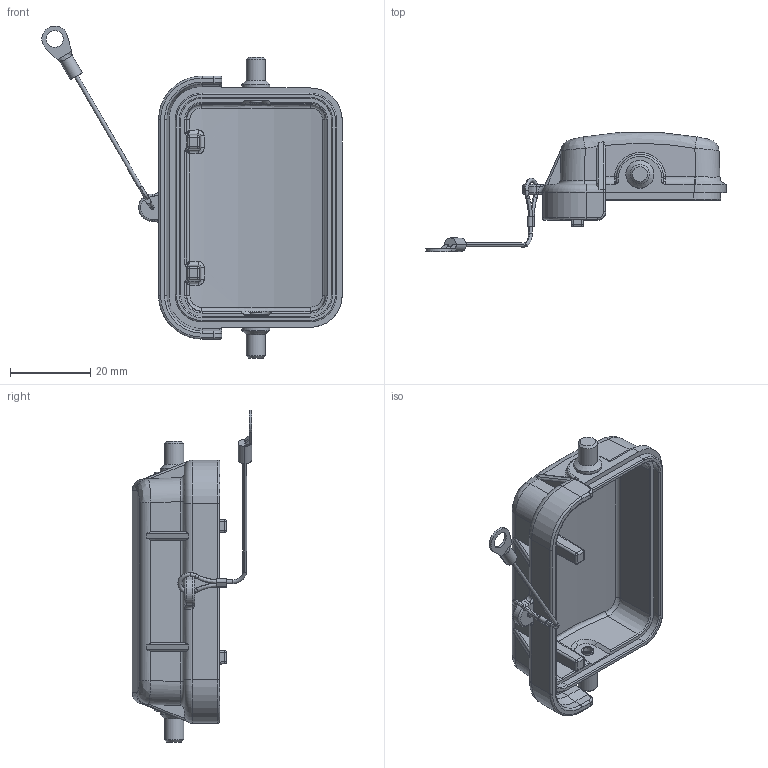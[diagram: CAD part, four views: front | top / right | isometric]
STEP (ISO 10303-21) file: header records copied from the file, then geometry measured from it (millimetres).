
FILE_DESCRIPTION(/* description */ (''),/* implementation_level */ '2;1');
FILE_NAME(/* name */ 'H6B-MCV-2B&2.stp',/* time_stamp */ '2023-09-26T14:53:15+08:00',/* author */ (''),/* organization */ (''),/* preprocessor_version */ 'ST-DEVELOPER v16',/* originating_system */ 'SIEMENS PLM Software NX 10.0',/* authorisation */ '');
FILE_SCHEMA (('AUTOMOTIVE_DESIGN { 1 0 10303 214 3 1 1 1 }'));
Length unit declared in the file: millimetre
Products named in the file (1): Admi501CC908kmot
Bounding box: 75.01 x 29.8 x 82.93 mm (x, y, z)
Volume: 13237.8 mm3; surface area: 12455.8 mm2
Topology: 1 solids, 1 shells, 376 faces, 902 edges, 527 vertices
Faces by surface type: cylinder 139, plane 101, bspline 74, torus 42, cone 12, sphere 8
Full cylindrical faces by diameter (mm): 2.3 x2, 3 x2, 4.8 x2, 7 x2
Entity records: 14378 total; most frequent: CARTESIAN_POINT 6130, ORIENTED_EDGE 1744, DIRECTION 1674, EDGE_CURVE 872, AXIS2_PLACEMENT_3D 662, VERTEX_POINT 525, EDGE_LOOP 407, ADVANCED_FACE 376
